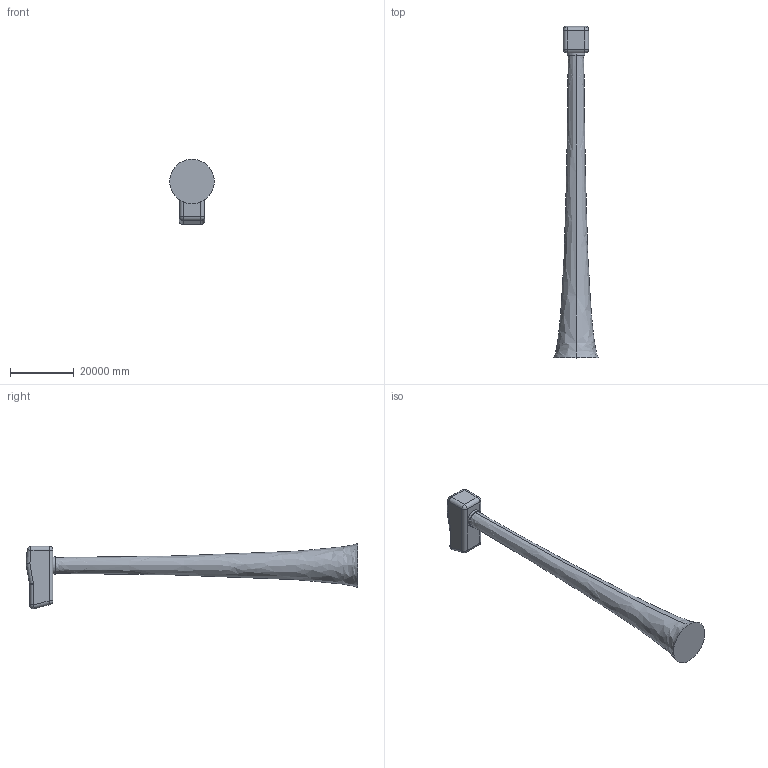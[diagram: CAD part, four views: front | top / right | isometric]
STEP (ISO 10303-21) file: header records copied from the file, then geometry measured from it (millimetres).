
FILE_DESCRIPTION (( 'STEP AP203' ), '1' );
FILE_NAME ('Nacelle_config.step', '2022-07-12T13:39:01', ( '' ), ( '' ), 'SwSTEP 2.0', 'SolidWorks 2021', '' );
FILE_SCHEMA (( 'CONFIG_CONTROL_DESIGN' ));
Length unit declared in the file: metre
Products named in the file (1): Nacelle_config
Bounding box: 14000 x 104463.24 x 20636.13 mm (x, y, z)
Volume: 5396476754378.6 mm3; surface area: 2992920216.2 mm2
Topology: 1 solids, 1 shells, 52 faces, 114 edges, 58 vertices
Faces by surface type: cylinder 25, plane 12, sphere 11, bspline 2, torus 2
Entity records: 1426 total; most frequent: DIRECTION 261, CARTESIAN_POINT 249, ORIENTED_EDGE 208, AXIS2_PLACEMENT_3D 108, EDGE_CURVE 104, CIRCLE 57, VERTEX_POINT 56, EDGE_LOOP 54
